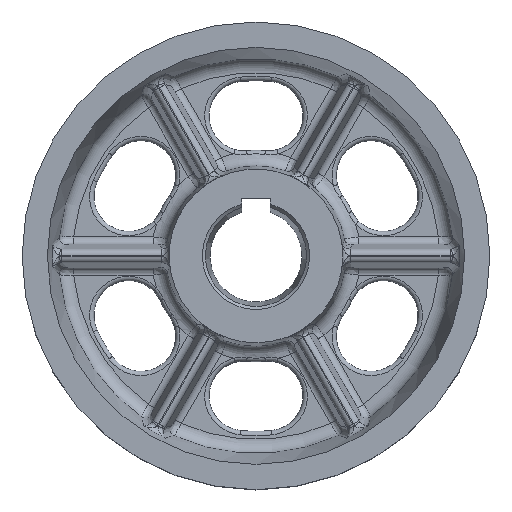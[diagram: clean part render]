
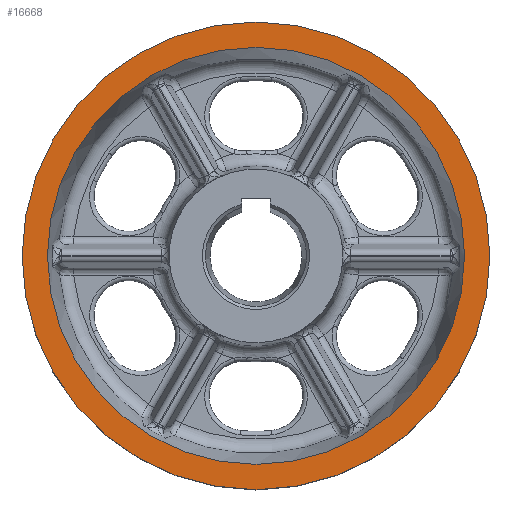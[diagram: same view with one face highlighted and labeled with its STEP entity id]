
A CAD part, top view. The second image highlights one B-rep face of the part: STEP entity #16668.
In plain terms, the highlighted planar face has unit normal (0, 0, 1).
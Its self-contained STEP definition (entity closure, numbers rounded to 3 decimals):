
#131 = FACE_OUTER_BOUND ( 'NONE', #16792, .T. ) ;
#226 = DIRECTION ( 'NONE',  ( -1., 0., 0. ) ) ;
#2804 = ORIENTED_EDGE ( 'NONE', *, *, #4211, .T. ) ;
#4087 = VERTEX_POINT ( 'NONE', #9902 ) ;
#4211 = EDGE_CURVE ( 'NONE', #4087, #4087, #14910, .T. ) ;
#6237 = EDGE_LOOP ( 'NONE', ( #13515 ) ) ;
#7137 = AXIS2_PLACEMENT_3D ( 'NONE', #17531, #14667, #226 ) ;
#7435 = CARTESIAN_POINT ( 'NONE',  ( 0., 0., 17. ) ) ;
#8862 = DIRECTION ( 'NONE',  ( 0., 0., 1. ) ) ;
#9902 = CARTESIAN_POINT ( 'NONE',  ( 161.5, 0., 17. ) ) ;
#9920 = DIRECTION ( 'NONE',  ( 1., 0., 0. ) ) ;
#10239 = DIRECTION ( 'NONE',  ( 1., 0., 0. ) ) ;
#10467 = CARTESIAN_POINT ( 'NONE',  ( 144., 0., 17. ) ) ;
#11555 = EDGE_CURVE ( 'NONE', #13606, #13606, #12337, .T. ) ;
#11667 = DIRECTION ( 'NONE',  ( 0., 0., 1. ) ) ;
#11744 = PLANE ( 'NONE',  #7137 ) ;
#12201 = AXIS2_PLACEMENT_3D ( 'NONE', #7435, #8862, #9920 ) ;
#12337 = CIRCLE ( 'NONE', #14446, 144. ) ;
#13155 = FACE_BOUND ( 'NONE', #6237, .T. ) ;
#13515 = ORIENTED_EDGE ( 'NONE', *, *, #11555, .F. ) ;
#13606 = VERTEX_POINT ( 'NONE', #10467 ) ;
#14446 = AXIS2_PLACEMENT_3D ( 'NONE', #16048, #11667, #10239 ) ;
#14667 = DIRECTION ( 'NONE',  ( 0., 0., -1. ) ) ;
#14910 = CIRCLE ( 'NONE', #12201, 161.5 ) ;
#16048 = CARTESIAN_POINT ( 'NONE',  ( 0., 0., 17. ) ) ;
#16668 = ADVANCED_FACE ( 'NONE', ( #13155, #131 ), #11744, .F. ) ;
#16792 = EDGE_LOOP ( 'NONE', ( #2804 ) ) ;
#17531 = CARTESIAN_POINT ( 'NONE',  ( 0., 144., 17. ) ) ;
